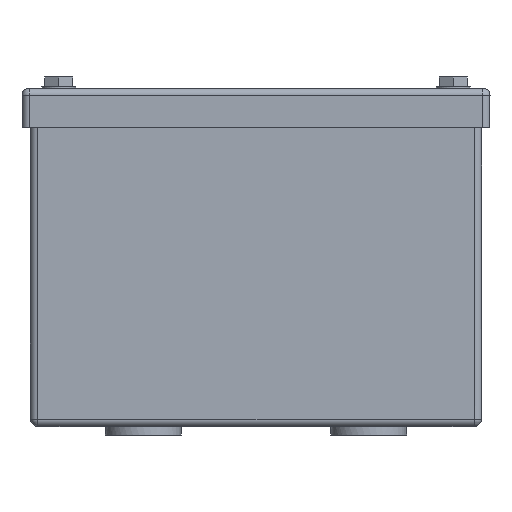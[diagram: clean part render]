
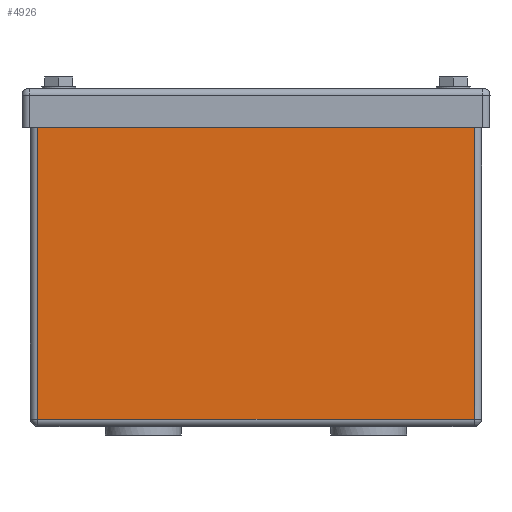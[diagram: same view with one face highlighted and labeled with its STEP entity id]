
A CAD part, left-side view. The second image highlights one B-rep face of the part: STEP entity #4926.
In plain terms, the highlighted planar face has unit normal (-1, 0, 0).
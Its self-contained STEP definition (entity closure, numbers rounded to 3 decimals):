
#4908=AXIS2_PLACEMENT_3D('Plane Axis2P3D',#4905,#4906,#4907) ;
#4509=CARTESIAN_POINT('Vertex',(19.5,5.6,115.9)) ;
#4512=CARTESIAN_POINT('Line Origine',(19.5,5.6,60.75)) ;
#4516=CARTESIAN_POINT('Vertex',(19.5,5.6,5.6)) ;
#4799=CARTESIAN_POINT('Line Origine',(19.5,160.4,60.75)) ;
#4803=CARTESIAN_POINT('Vertex',(19.5,160.4,115.9)) ;
#4805=CARTESIAN_POINT('Vertex',(19.5,160.4,5.6)) ;
#4905=CARTESIAN_POINT('Axis2P3D Location',(19.5,3.,118.5)) ;
#4910=CARTESIAN_POINT('Line Origine',(19.5,83.,115.9)) ;
#4915=CARTESIAN_POINT('Line Origine',(19.5,83.,5.6)) ;
#4513=DIRECTION('Vector Direction',(0.,0.,-1.)) ;
#4800=DIRECTION('Vector Direction',(0.,0.,-1.)) ;
#4906=DIRECTION('Axis2P3D Direction',(-1.,0.,0.)) ;
#4907=DIRECTION('Axis2P3D XDirection',(0.,1.,0.)) ;
#4911=DIRECTION('Vector Direction',(0.,1.,0.)) ;
#4916=DIRECTION('Vector Direction',(0.,1.,0.)) ;
#4514=VECTOR('Line Direction',#4513,1.) ;
#4801=VECTOR('Line Direction',#4800,1.) ;
#4912=VECTOR('Line Direction',#4911,1.) ;
#4917=VECTOR('Line Direction',#4916,1.) ;
#4921=ORIENTED_EDGE('',*,*,#4518,.F.) ;
#4922=ORIENTED_EDGE('',*,*,#4914,.F.) ;
#4923=ORIENTED_EDGE('',*,*,#4807,.T.) ;
#4924=ORIENTED_EDGE('',*,*,#4919,.T.) ;
#4926=ADVANCED_FACE('Body',(#4925),#4909,.T.) ;
#4518=EDGE_CURVE('',#4510,#4517,#4515,.T.) ;
#4807=EDGE_CURVE('',#4804,#4806,#4802,.T.) ;
#4914=EDGE_CURVE('',#4804,#4510,#4913,.F.) ;
#4919=EDGE_CURVE('',#4806,#4517,#4918,.F.) ;
#4920=EDGE_LOOP('',(#4921,#4922,#4923,#4924)) ;
#4925=FACE_OUTER_BOUND('',#4920,.T.) ;
#4515=LINE('Line',#4512,#4514) ;
#4802=LINE('Line',#4799,#4801) ;
#4913=LINE('Line',#4910,#4912) ;
#4918=LINE('Line',#4915,#4917) ;
#4909=PLANE('',#4908) ;
#4510=VERTEX_POINT('',#4509) ;
#4517=VERTEX_POINT('',#4516) ;
#4804=VERTEX_POINT('',#4803) ;
#4806=VERTEX_POINT('',#4805) ;
